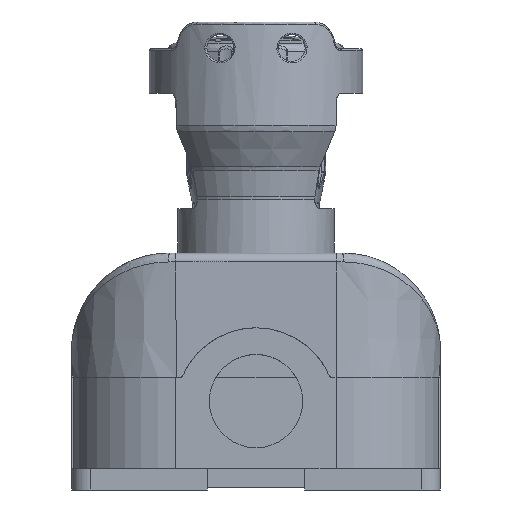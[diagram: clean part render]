
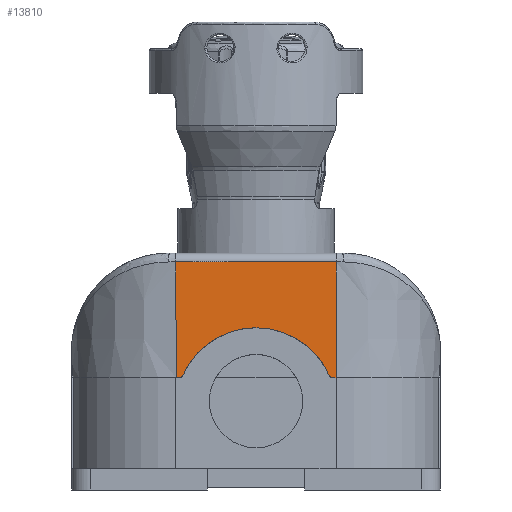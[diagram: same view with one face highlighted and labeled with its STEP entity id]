
A CAD part, front view. The second image highlights one B-rep face of the part: STEP entity #13810.
In plain terms, the highlighted planar face has unit normal (0, -1, 0.006).
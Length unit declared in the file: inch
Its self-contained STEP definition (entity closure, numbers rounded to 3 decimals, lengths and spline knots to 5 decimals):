
#669 = CARTESIAN_POINT ( 'NONE',  ( 0.9252, -2.84044, 0.99606 ) ) ;
#1153 = VERTEX_POINT ( 'NONE', #28468 ) ;
#1592 = ORIENTED_EDGE ( 'NONE', *, *, #35659, .T. ) ;
#1637 = VERTEX_POINT ( 'NONE', #39415 ) ;
#2240 = DIRECTION ( 'NONE',  ( 1., 0., 0. ) ) ;
#2270 = VERTEX_POINT ( 'NONE', #25990 ) ;
#2917 = EDGE_CURVE ( 'NONE', #22790, #24435, #32954, .T. ) ;
#3817 = VERTEX_POINT ( 'NONE', #43229 ) ;
#3829 = CARTESIAN_POINT ( 'NONE',  ( 1.92197, -2.83788, 1.43701 ) ) ;
#4293 = ORIENTED_EDGE ( 'NONE', *, *, #46981, .T. ) ;
#4440 = VERTEX_POINT ( 'NONE', #43293 ) ;
#5873 = DIRECTION ( 'NONE',  ( 1., 0., 0. ) ) ;
#8185 =( BOUNDED_CURVE ( )  B_SPLINE_CURVE ( 3, ( #38871, #42956, #9762, #39332 ),
 .UNSPECIFIED., .F., .F. ) 
 B_SPLINE_CURVE_WITH_KNOTS ( ( 4, 4 ),
 ( 5.132, 6.28319 ),
 .UNSPECIFIED. ) 
 CURVE ( )  GEOMETRIC_REPRESENTATION_ITEM ( )  RATIONAL_B_SPLINE_CURVE ( ( 1., 0.893, 0.893, 1. ) ) 
 REPRESENTATION_ITEM ( '' )  );
#9762 = CARTESIAN_POINT ( 'NONE',  ( 1.34574, -2.83788, 1.43701 ) ) ;
#9954 = CARTESIAN_POINT ( 'NONE',  ( 2.62524, -2.84044, 0.99606 ) ) ;
#10331 = ORIENTED_EDGE ( 'NONE', *, *, #11891, .T. ) ;
#10577 = ORIENTED_EDGE ( 'NONE', *, *, #29809, .T. ) ;
#11891 = EDGE_CURVE ( 'NONE', #24435, #44610, #22977, .T. ) ;
#12193 = DIRECTION ( 'NONE',  ( 0., 0.006, 1. ) ) ;
#12371 = ORIENTED_EDGE ( 'NONE', *, *, #39868, .T. ) ;
#12571 = ORIENTED_EDGE ( 'NONE', *, *, #2917, .T. ) ;
#12826 = VECTOR ( 'NONE', #47634, 39.37008 ) ;
#13396 = CARTESIAN_POINT ( 'NONE',  ( 2.29899, -2.84044, 0.99606 ) ) ;
#13759 = EDGE_CURVE ( 'NONE', #22790, #1153, #13815, .T. ) ;
#13810 = ADVANCED_FACE ( 'NONE', ( #18841 ), #33523, .T. ) ;
#13815 = LINE ( 'NONE', #20787, #31931 ) ;
#14288 = DIRECTION ( 'NONE',  ( 0., -1., 0.006 ) ) ;
#16602 = CARTESIAN_POINT ( 'NONE',  ( 0.95432, -2.84044, 0.99606 ) ) ;
#16825 = CARTESIAN_POINT ( 'NONE',  ( 0.98668, -2.84032, 1.01706 ) ) ;
#17975 = VECTOR ( 'NONE', #12193, 39.37008 ) ;
#18833 = VECTOR ( 'NONE', #5873, 39.37008 ) ;
#18841 = FACE_OUTER_BOUND ( 'NONE', #41421, .T. ) ;
#19269 =( BOUNDED_CURVE ( )  B_SPLINE_CURVE ( 3, ( #22148, #3829, #19705, #41822 ),
 .UNSPECIFIED., .F., .F. ) 
 B_SPLINE_CURVE_WITH_KNOTS ( ( 4, 4 ),
 ( 0., 1.15118 ),
 .UNSPECIFIED. ) 
 CURVE ( )  GEOMETRIC_REPRESENTATION_ITEM ( )  RATIONAL_B_SPLINE_CURVE ( ( 1., 0.893, 0.893, 1. ) ) 
 REPRESENTATION_ITEM ( '' )  );
#19705 = CARTESIAN_POINT ( 'NONE',  ( 2.16366, -2.83879, 1.28018 ) ) ;
#19719 = ORIENTED_EDGE ( 'NONE', *, *, #20419, .T. ) ;
#20419 = EDGE_CURVE ( 'NONE', #1637, #3817, #8185, .T. ) ;
#20787 = CARTESIAN_POINT ( 'NONE',  ( 0.81693, -2.83448, 2.02014 ) ) ;
#20887 =( BOUNDED_CURVE ( )  B_SPLINE_CURVE ( 3, ( #43205, #28058, #13396, #42505 ),
 .UNSPECIFIED., .F., .F. ) 
 B_SPLINE_CURVE_WITH_KNOTS ( ( 4, 4 ),
 ( 1.99041, 3.14159 ),
 .UNSPECIFIED. ) 
 CURVE ( )  GEOMETRIC_REPRESENTATION_ITEM ( )  RATIONAL_B_SPLINE_CURVE ( ( 1., 0.893, 0.893, 1. ) ) 
 REPRESENTATION_ITEM ( '' )  );
#21644 = CARTESIAN_POINT ( 'NONE',  ( 0.9252, -2.83448, 2.02014 ) ) ;
#22148 = CARTESIAN_POINT ( 'NONE',  ( 1.63386, -2.83788, 1.43701 ) ) ;
#22268 = DIRECTION ( 'NONE',  ( 1., 0., 0. ) ) ;
#22790 = VERTEX_POINT ( 'NONE', #21644 ) ;
#22977 = LINE ( 'NONE', #37639, #42627 ) ;
#24260 = CARTESIAN_POINT ( 'NONE',  ( 0.96872, -2.84044, 0.99606 ) ) ;
#24435 = VERTEX_POINT ( 'NONE', #31415 ) ;
#25990 = CARTESIAN_POINT ( 'NONE',  ( 2.3134, -2.84044, 0.99606 ) ) ;
#26385 = CARTESIAN_POINT ( 'NONE',  ( 2.34252, -2.84044, 0.99606 ) ) ;
#27995 = LINE ( 'NONE', #9954, #18833 ) ;
#28058 = CARTESIAN_POINT ( 'NONE',  ( 2.28691, -2.84039, 1.0039 ) ) ;
#28468 = CARTESIAN_POINT ( 'NONE',  ( 2.34252, -2.83448, 2.02014 ) ) ;
#29809 = EDGE_CURVE ( 'NONE', #4440, #1153, #44909, .T. ) ;
#30388 = AXIS2_PLACEMENT_3D ( 'NONE', #47237, #14288, #40501 ) ;
#31415 = CARTESIAN_POINT ( 'NONE',  ( 0.9252, -2.84044, 0.99606 ) ) ;
#31931 = VECTOR ( 'NONE', #2240, 39.37008 ) ;
#31945 = CARTESIAN_POINT ( 'NONE',  ( 0.95432, -2.84044, 0.99606 ) ) ;
#32159 = EDGE_CURVE ( 'NONE', #2270, #4440, #27995, .T. ) ;
#32908 = ORIENTED_EDGE ( 'NONE', *, *, #32159, .T. ) ;
#32954 = LINE ( 'NONE', #669, #12826 ) ;
#33523 = PLANE ( 'NONE',  #30388 ) ;
#35659 = EDGE_CURVE ( 'NONE', #3817, #41361, #19269, .T. ) ;
#36907 = ORIENTED_EDGE ( 'NONE', *, *, #13759, .F. ) ;
#37407 =( BOUNDED_CURVE ( )  B_SPLINE_CURVE ( 3, ( #31945, #24260, #46637, #16825 ),
 .UNSPECIFIED., .F., .T. ) 
 B_SPLINE_CURVE_WITH_KNOTS ( ( 4, 4 ),
 ( 0., 1.15118 ),
 .UNSPECIFIED. ) 
 CURVE ( )  GEOMETRIC_REPRESENTATION_ITEM ( )  RATIONAL_B_SPLINE_CURVE ( ( 1., 0.893, 0.893, 1. ) ) 
 REPRESENTATION_ITEM ( '' )  );
#37639 = CARTESIAN_POINT ( 'NONE',  ( 2.62524, -2.84044, 0.99606 ) ) ;
#38871 = CARTESIAN_POINT ( 'NONE',  ( 0.98668, -2.84032, 1.01706 ) ) ;
#39332 = CARTESIAN_POINT ( 'NONE',  ( 1.63386, -2.83788, 1.43701 ) ) ;
#39415 = CARTESIAN_POINT ( 'NONE',  ( 0.98668, -2.84032, 1.01706 ) ) ;
#39868 = EDGE_CURVE ( 'NONE', #44610, #1637, #37407, .T. ) ;
#40501 = DIRECTION ( 'NONE',  ( 0., -0.006, -1. ) ) ;
#41361 = VERTEX_POINT ( 'NONE', #44966 ) ;
#41421 = EDGE_LOOP ( 'NONE', ( #32908, #10577, #36907, #12571, #10331, #12371, #19719, #1592, #4293 ) ) ;
#41822 = CARTESIAN_POINT ( 'NONE',  ( 2.28104, -2.84032, 1.01706 ) ) ;
#42505 = CARTESIAN_POINT ( 'NONE',  ( 2.3134, -2.84044, 0.99606 ) ) ;
#42627 = VECTOR ( 'NONE', #22268, 39.37008 ) ;
#42956 = CARTESIAN_POINT ( 'NONE',  ( 1.10406, -2.83879, 1.28018 ) ) ;
#43205 = CARTESIAN_POINT ( 'NONE',  ( 2.28104, -2.84032, 1.01706 ) ) ;
#43229 = CARTESIAN_POINT ( 'NONE',  ( 1.63386, -2.83788, 1.43701 ) ) ;
#43293 = CARTESIAN_POINT ( 'NONE',  ( 2.34252, -2.84044, 0.99606 ) ) ;
#44610 = VERTEX_POINT ( 'NONE', #16602 ) ;
#44909 = LINE ( 'NONE', #26385, #17975 ) ;
#44966 = CARTESIAN_POINT ( 'NONE',  ( 2.28104, -2.84032, 1.01706 ) ) ;
#46637 = CARTESIAN_POINT ( 'NONE',  ( 0.98081, -2.84039, 1.0039 ) ) ;
#46981 = EDGE_CURVE ( 'NONE', #41361, #2270, #20887, .T. ) ;
#47237 = CARTESIAN_POINT ( 'NONE',  ( 0., -2.84044, 0.99606 ) ) ;
#47634 = DIRECTION ( 'NONE',  ( 0., -0.006, -1. ) ) ;
